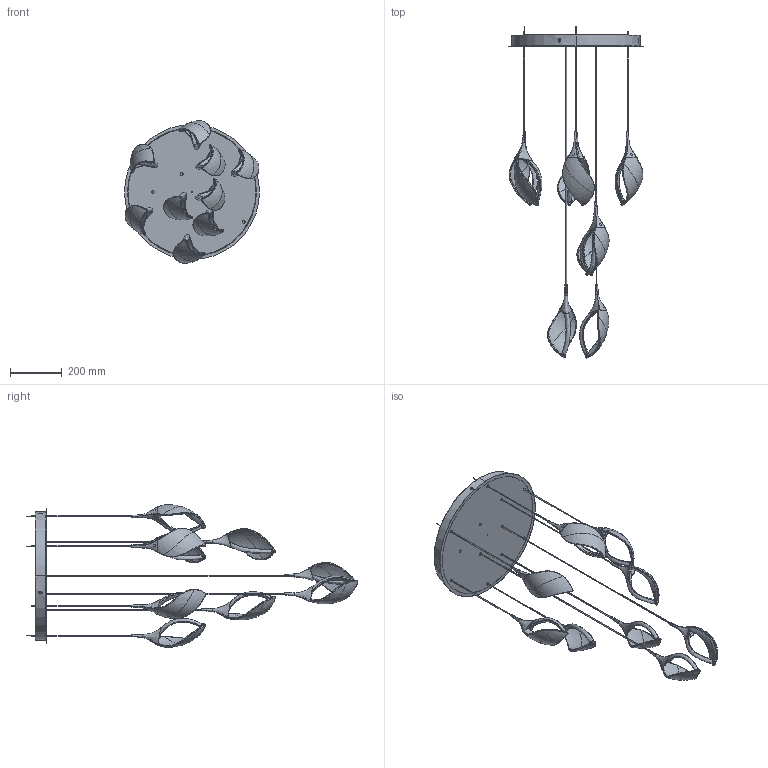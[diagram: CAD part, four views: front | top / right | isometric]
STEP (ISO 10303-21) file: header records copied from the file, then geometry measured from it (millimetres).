
FILE_DESCRIPTION (( 'STEP AP203' ), '1' );
FILE_NAME ('NIA S12 LED_STEP.STEP', '2016-01-11T09:02:00', ( 'admin' ), ( '' ), 'SwSTEP 2.0', 'SolidWorks 2015', '' );
FILE_SCHEMA (( 'CONFIG_CONTROL_DESIGN' ));
Products named in the file (2): NIA S12 LED_STEP
Bounding box: 520 x 1277.87 x 550.45 mm (x, y, z)
Surface area: 1726913.1 mm2 (no closed solid volume)
Topology: 0 solids, 41 shells, 590 faces, 1946 edges, 1297 vertices
Faces by surface type: bspline 466, cylinder 70, plane 44, cone 6, torus 4
Entity records: 424287 total; most frequent: CARTESIAN_POINT 412195, ORIENTED_EDGE 3045, EDGE_CURVE 1877, B_SPLINE_CURVE_WITH_KNOTS 1493, VERTEX_POINT 1297, DIRECTION 788, EDGE_LOOP 725, ADVANCED_FACE 590
